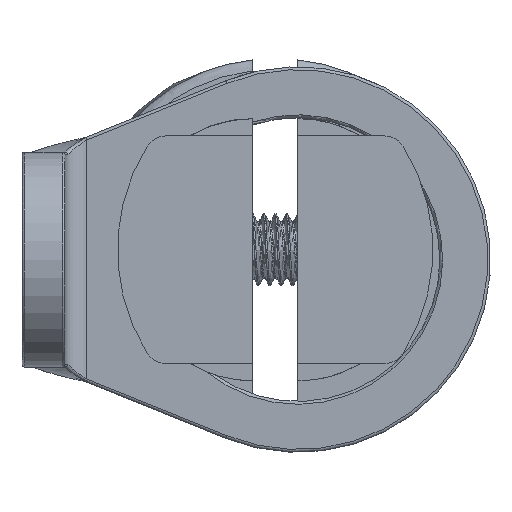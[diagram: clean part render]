
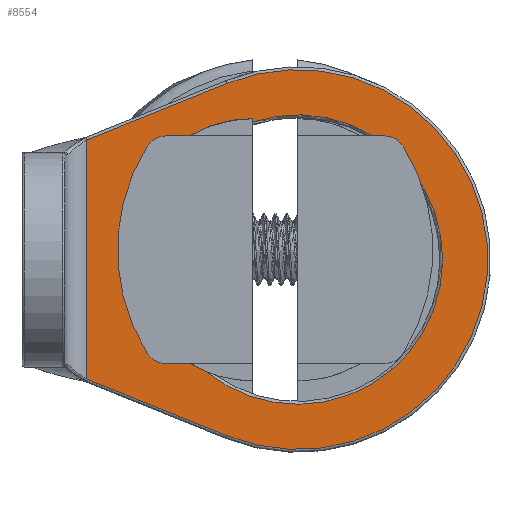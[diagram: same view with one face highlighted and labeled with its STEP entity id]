
A CAD part, front view. The second image highlights one B-rep face of the part: STEP entity #8554.
In plain terms, the highlighted planar face has unit normal (0, -1, 0).
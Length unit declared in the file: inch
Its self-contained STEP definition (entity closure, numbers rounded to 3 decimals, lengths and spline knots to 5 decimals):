
#405=DIRECTION('',(0.,0.,1.));
#406=VECTOR('',#405,0.00952);
#407=CARTESIAN_POINT('',(0.,-0.11811,0.35048));
#408=LINE('',#407,#406);
#580=DIRECTION('',(0.927,0.,0.375));
#581=VECTOR('',#580,0.4156);
#582=CARTESIAN_POINT('',(-0.45576,-0.11811,
0.30098));
#583=LINE('',#582,#581);
#584=CARTESIAN_POINT('',(0.125,-0.11811,-0.027));
#585=DIRECTION('',(0.,1.,0.));
#586=DIRECTION('',(-0.375,0.,0.927));
#587=AXIS2_PLACEMENT_3D('',#584,#585,#586);
#589=DIRECTION('',(-0.927,0.,0.375));
#590=VECTOR('',#589,0.4156);
#591=CARTESIAN_POINT('',(-0.07041,-0.11811,
-0.51067));
#592=LINE('',#591,#590);
#593=DIRECTION('',(0.,0.,1.));
#594=VECTOR('',#593,0.65596);
#595=CARTESIAN_POINT('',(-0.45576,-0.11811,
-0.35498));
#596=LINE('',#595,#594);
#1082=CARTESIAN_POINT('',(0.,-0.11811,0.027));
#1083=DIRECTION('',(0.,1.,0.));
#1084=DIRECTION('',(-1.,0.,0.));
#1085=AXIS2_PLACEMENT_3D('',#1082,#1083,#1084);
#1205=CARTESIAN_POINT('',(0.,-0.11811,-0.027));
#1206=DIRECTION('',(0.,1.,0.));
#1207=DIRECTION('',(-0.38,0.,-0.925));
#1208=AXIS2_PLACEMENT_3D('',#1205,#1206,#1207);
#1252=DIRECTION('',(0.,0.,-1.));
#1253=VECTOR('',#1252,0.054);
#1254=CARTESIAN_POINT('',(-0.333,-0.11811,0.027));
#1255=LINE('',#1254,#1253);
#6635=CARTESIAN_POINT('',(0.125,-0.11811,-0.027));
#6636=DIRECTION('',(0.,1.,0.));
#6637=DIRECTION('',(-0.314,0.,0.949));
#6638=AXIS2_PLACEMENT_3D('',#6635,#6636,#6637);
#6972=CARTESIAN_POINT('',(-0.07041,-0.11811,
0.45667));
#6973=CARTESIAN_POINT('',(-0.07041,-0.11811,
-0.51067));
#6974=VERTEX_POINT('',#6972);
#6975=VERTEX_POINT('',#6973);
#6976=CARTESIAN_POINT('',(-0.45576,-0.11811,
-0.35498));
#6977=CARTESIAN_POINT('',(-0.45576,-0.11811,
0.30098));
#6978=VERTEX_POINT('',#6976);
#6979=VERTEX_POINT('',#6977);
#7490=CARTESIAN_POINT('',(0.,-0.11811,0.35048));
#7491=CARTESIAN_POINT('',(0.,-0.11811,0.36));
#7492=VERTEX_POINT('',#7490);
#7493=VERTEX_POINT('',#7491);
#7499=CARTESIAN_POINT('',(-0.12641,-0.11811,
-0.33507));
#7500=CARTESIAN_POINT('',(-0.333,-0.11811,-0.027));
#7501=VERTEX_POINT('',#7499);
#7502=VERTEX_POINT('',#7500);
#7506=CARTESIAN_POINT('',(-0.333,-0.11811,0.027));
#7507=VERTEX_POINT('',#7506);
#8529=CARTESIAN_POINT('',(0.09545,-0.11811,
-0.027));
#8530=DIRECTION('',(0.,1.,0.));
#8531=DIRECTION('',(-1.,0.,0.));
#8532=AXIS2_PLACEMENT_3D('',#8529,#8530,#8531);
#8533=PLANE('',#8532);
#8535=ORIENTED_EDGE('',*,*,#8534,.T.);
#8537=ORIENTED_EDGE('',*,*,#8536,.T.);
#8538=ORIENTED_EDGE('',*,*,#8519,.T.);
#8540=ORIENTED_EDGE('',*,*,#8539,.T.);
#8541=EDGE_LOOP('',(#8535,#8537,#8538,#8540));
#8542=FACE_OUTER_BOUND('',#8541,.F.);
#8543=ORIENTED_EDGE('',*,*,#8240,.T.);
#8545=ORIENTED_EDGE('',*,*,#8544,.F.);
#8547=ORIENTED_EDGE('',*,*,#8546,.T.);
#8549=ORIENTED_EDGE('',*,*,#8548,.F.);
#8551=ORIENTED_EDGE('',*,*,#8550,.F.);
#8552=EDGE_LOOP('',(#8543,#8545,#8547,#8549,#8551));
#8553=FACE_BOUND('',#8552,.F.);
#8554=ADVANCED_FACE('',(#8542,#8553),#8533,.F.);
#588=CIRCLE('',#587,0.52165);
#1086=CIRCLE('',#1085,0.333);
#1209=CIRCLE('',#1208,0.333);
#6639=CIRCLE('',#6638,0.39764);
#8240=EDGE_CURVE('',#7492,#7493,#408,.T.);
#8519=EDGE_CURVE('',#6974,#6975,#588,.T.);
#8534=EDGE_CURVE('',#6978,#6979,#596,.T.);
#8536=EDGE_CURVE('',#6979,#6974,#583,.T.);
#8539=EDGE_CURVE('',#6975,#6978,#592,.T.);
#8544=EDGE_CURVE('',#7507,#7493,#1086,.T.);
#8546=EDGE_CURVE('',#7507,#7502,#1255,.T.);
#8548=EDGE_CURVE('',#7501,#7502,#1209,.T.);
#8550=EDGE_CURVE('',#7492,#7501,#6639,.T.);
